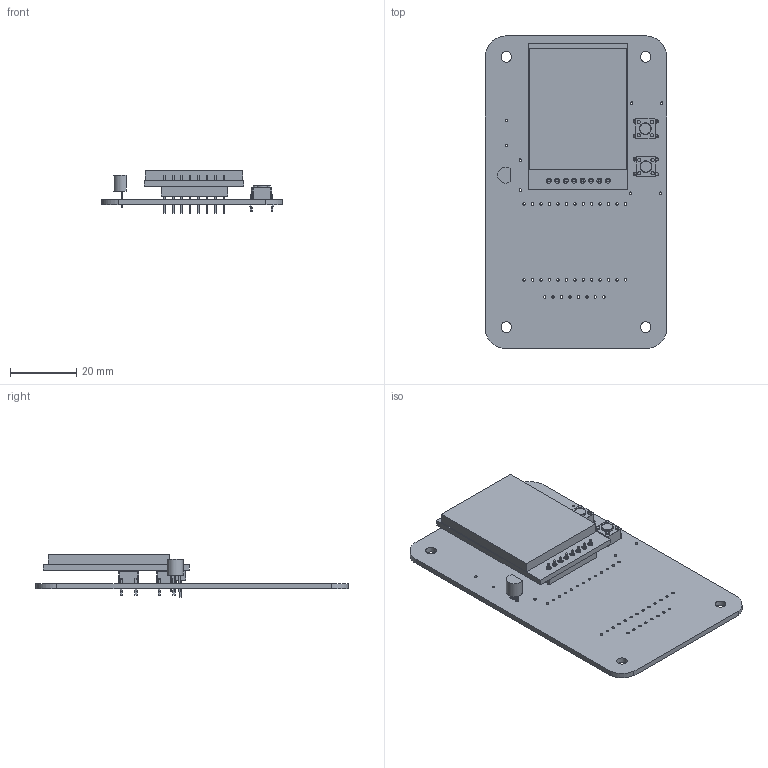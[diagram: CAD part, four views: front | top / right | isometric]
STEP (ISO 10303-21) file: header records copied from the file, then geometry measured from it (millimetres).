
FILE_DESCRIPTION(('KiCad electronic assembly'),'2;1');
FILE_NAME('AirQualityMeter.step','2023-06-14T15:27:28',('Pcbnew'),( 'Kicad'),'Open CASCADE STEP processor 7.6','KiCad to STEP converter' ,'Unknown');
FILE_SCHEMA(('AUTOMOTIVE_DESIGN { 1 0 10303 214 1 1 1 1 }'));
Length unit declared in the file: millimetre
Products named in the file (8): AirQualityMeter 1; SW_PUSH_6mm; SOLID; LCD_Model; COMPOUND; TO-92_Inline; AirQualityMeter PCB
Assembly tree (8 placements, depth 3):
  AirQualityMeter 1
    SW_PUSH_6mm  x2
      SOLID
    LCD_Model
      COMPOUND
    TO-92_Inline
      SOLID
    AirQualityMeter PCB
Bounding box: 54.61 x 93.98 x 12.9 mm (x, y, z)
Volume: 14067 mm3; surface area: 15075 mm2
Topology: 13 solids, 13 shells, 392 faces, 995 edges, 652 vertices
Faces by surface type: plane 222, cylinder 168, torus 2
Full cylindrical faces by diameter (mm): 0.75 x3, 0.762 x58, 1 x8, 1.1 x8, 1.524 x8, 3.2 x4, 3.5 x2
Entity records: 20020 total; most frequent: CARTESIAN_POINT 4141, DIRECTION 2798, LINE 1655, VECTOR 1655, ORIENTED_EDGE 1436, PCURVE 1436, DEFINITIONAL_REPRESENTATION 1436, EDGE_CURVE 718
